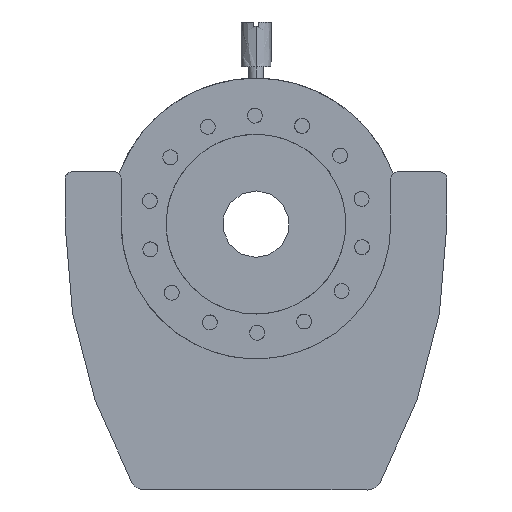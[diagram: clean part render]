
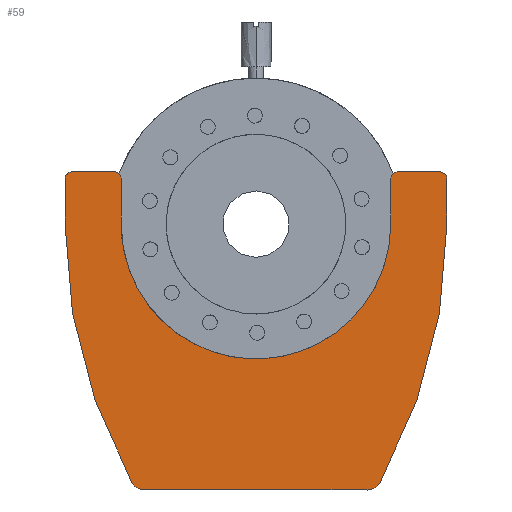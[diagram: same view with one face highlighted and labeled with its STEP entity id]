
A CAD part, left-side view. The second image highlights one B-rep face of the part: STEP entity #59.
In plain terms, the highlighted planar face has unit normal (-1, 0, 0).
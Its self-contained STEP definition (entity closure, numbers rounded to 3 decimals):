
#59=ADVANCED_FACE('',(#406),#5968,.T.);
#406=FACE_OUTER_BOUND('',#753,.T.);
#753=EDGE_LOOP('',(#1170,#1171,#1172,#1173,#1174,#1175,#1176,#1177,#1178,
#1179,#1180,#1181,#1182,#1183,#1184,#1185));
#1170=ORIENTED_EDGE('',*,*,#3125,.F.);
#1171=ORIENTED_EDGE('',*,*,#3115,.T.);
#1172=ORIENTED_EDGE('',*,*,#3155,.T.);
#1173=ORIENTED_EDGE('',*,*,#3132,.T.);
#1174=ORIENTED_EDGE('',*,*,#3173,.T.);
#1175=ORIENTED_EDGE('',*,*,#3163,.T.);
#1176=ORIENTED_EDGE('',*,*,#3133,.T.);
#1177=ORIENTED_EDGE('',*,*,#3168,.T.);
#1178=ORIENTED_EDGE('',*,*,#3172,.T.);
#1179=ORIENTED_EDGE('',*,*,#3134,.T.);
#1180=ORIENTED_EDGE('',*,*,#3152,.T.);
#1181=ORIENTED_EDGE('',*,*,#3135,.T.);
#1182=ORIENTED_EDGE('',*,*,#3144,.T.);
#1183=ORIENTED_EDGE('',*,*,#3136,.T.);
#1184=ORIENTED_EDGE('',*,*,#3201,.T.);
#1185=ORIENTED_EDGE('',*,*,#3129,.F.);
#3115=EDGE_CURVE('',#5215,#5214,#4635,.T.);
#3125=EDGE_CURVE('',#5215,#5230,#4152,.T.);
#3129=EDGE_CURVE('',#5230,#5232,#4646,.T.);
#3132=EDGE_CURVE('',#5234,#5235,#4649,.T.);
#3133=EDGE_CURVE('',#5237,#5238,#4650,.T.);
#3134=EDGE_CURVE('',#5240,#5241,#4651,.T.);
#3135=EDGE_CURVE('',#5242,#5243,#4652,.T.);
#3136=EDGE_CURVE('',#5244,#5245,#4653,.T.);
#3144=EDGE_CURVE('',#5243,#5244,#4157,.T.);
#3152=EDGE_CURVE('',#5241,#5242,#4161,.T.);
#3155=EDGE_CURVE('',#5214,#5234,#4163,.T.);
#3163=EDGE_CURVE('',#5236,#5237,#4165,.T.);
#3168=EDGE_CURVE('',#5238,#5239,#4167,.T.);
#3172=EDGE_CURVE('',#5239,#5240,#4169,.T.);
#3173=EDGE_CURVE('',#5235,#5236,#4170,.T.);
#3201=EDGE_CURVE('',#5245,#5232,#4190,.T.);
#4152=(
BOUNDED_CURVE()
B_SPLINE_CURVE(2,(#10312,#10313,#10314),.UNSPECIFIED.,.F.,.F.)
B_SPLINE_CURVE_WITH_KNOTS((3,3),(0.,0.785),.UNSPECIFIED.)
CURVE()
GEOMETRIC_REPRESENTATION_ITEM()
RATIONAL_B_SPLINE_CURVE((1.,0.707,1.))
REPRESENTATION_ITEM('')
);
#4157=(
BOUNDED_CURVE()
B_SPLINE_CURVE(2,(#10355,#10356,#10357),.UNSPECIFIED.,.F.,.F.)
B_SPLINE_CURVE_WITH_KNOTS((3,3),(-0.785,0.),.UNSPECIFIED.)
CURVE()
GEOMETRIC_REPRESENTATION_ITEM()
RATIONAL_B_SPLINE_CURVE((1.,0.707,1.))
REPRESENTATION_ITEM('')
);
#4161=(
BOUNDED_CURVE()
B_SPLINE_CURVE(2,(#10375,#10376,#10377),.UNSPECIFIED.,.F.,.F.)
B_SPLINE_CURVE_WITH_KNOTS((3,3),(-0.785,0.),.UNSPECIFIED.)
CURVE()
GEOMETRIC_REPRESENTATION_ITEM()
RATIONAL_B_SPLINE_CURVE((1.,0.707,1.))
REPRESENTATION_ITEM('')
);
#4163=(
BOUNDED_CURVE()
B_SPLINE_CURVE(2,(#10383,#10384,#10385),.UNSPECIFIED.,.F.,.F.)
B_SPLINE_CURVE_WITH_KNOTS((3,3),(-0.785,0.),.UNSPECIFIED.)
CURVE()
GEOMETRIC_REPRESENTATION_ITEM()
RATIONAL_B_SPLINE_CURVE((1.,0.707,1.))
REPRESENTATION_ITEM('')
);
#4165=(
BOUNDED_CURVE()
B_SPLINE_CURVE(2,(#10401,#10402,#10403),.UNSPECIFIED.,.F.,.F.)
B_SPLINE_CURVE_WITH_KNOTS((3,3),(-1.064,0.),.UNSPECIFIED.)
CURVE()
GEOMETRIC_REPRESENTATION_ITEM()
RATIONAL_B_SPLINE_CURVE((1.,0.862,1.))
REPRESENTATION_ITEM('')
);
#4167=(
BOUNDED_CURVE()
B_SPLINE_CURVE(2,(#10413,#10414,#10415),.UNSPECIFIED.,.F.,.F.)
B_SPLINE_CURVE_WITH_KNOTS((3,3),(-1.064,0.),.UNSPECIFIED.)
CURVE()
GEOMETRIC_REPRESENTATION_ITEM()
RATIONAL_B_SPLINE_CURVE((1.,0.862,1.))
REPRESENTATION_ITEM('')
);
#4169=(
BOUNDED_CURVE()
B_SPLINE_CURVE(2,(#10423,#10424,#10425),.UNSPECIFIED.,.F.,.F.)
B_SPLINE_CURVE_WITH_KNOTS((3,3),(0.,17.994),.UNSPECIFIED.)
CURVE()
GEOMETRIC_REPRESENTATION_ITEM()
RATIONAL_B_SPLINE_CURVE((1.,0.968,1.))
REPRESENTATION_ITEM('')
);
#4170=(
BOUNDED_CURVE()
B_SPLINE_CURVE(2,(#10426,#10427,#10428),.UNSPECIFIED.,.F.,.F.)
B_SPLINE_CURVE_WITH_KNOTS((3,3),(0.,17.994),.UNSPECIFIED.)
CURVE()
GEOMETRIC_REPRESENTATION_ITEM()
RATIONAL_B_SPLINE_CURVE((1.,0.968,1.))
REPRESENTATION_ITEM('')
);
#4190=(
BOUNDED_CURVE()
B_SPLINE_CURVE(2,(#10520,#10521,#10522,#10523,#10524),.UNSPECIFIED.,.F.,
 .F.)
B_SPLINE_CURVE_WITH_KNOTS((3,2,3),(0.,14.137,28.274),
 .UNSPECIFIED.)
CURVE()
GEOMETRIC_REPRESENTATION_ITEM()
RATIONAL_B_SPLINE_CURVE((1.,0.707,1.,0.707,1.))
REPRESENTATION_ITEM('')
);
#4635=B_SPLINE_CURVE_WITH_KNOTS('',1,(#10292,#10293),.UNSPECIFIED.,.F.,
 .F.,(2,2),(0.,2.75),.UNSPECIFIED.);
#4646=B_SPLINE_CURVE_WITH_KNOTS('',1,(#10323,#10324),.UNSPECIFIED.,.F.,
 .F.,(2,2),(-3.,0.),.UNSPECIFIED.);
#4649=B_SPLINE_CURVE_WITH_KNOTS('',1,(#10329,#10330),.UNSPECIFIED.,.F.,
 .F.,(2,2),(0.,3.),.UNSPECIFIED.);
#4650=B_SPLINE_CURVE_WITH_KNOTS('',1,(#10331,#10332),.UNSPECIFIED.,.F.,
 .F.,(2,2),(0.,14.833),.UNSPECIFIED.);
#4651=B_SPLINE_CURVE_WITH_KNOTS('',1,(#10333,#10334),.UNSPECIFIED.,.F.,
 .F.,(2,2),(0.,3.),.UNSPECIFIED.);
#4652=B_SPLINE_CURVE_WITH_KNOTS('',1,(#10335,#10336),.UNSPECIFIED.,.F.,
 .F.,(2,2),(0.,2.75),.UNSPECIFIED.);
#4653=B_SPLINE_CURVE_WITH_KNOTS('',1,(#10337,#10338),.UNSPECIFIED.,.F.,
 .F.,(2,2),(0.,3.),.UNSPECIFIED.);
#5214=VERTEX_POINT('',#9664);
#5215=VERTEX_POINT('',#9665);
#5230=VERTEX_POINT('',#9680);
#5232=VERTEX_POINT('',#9682);
#5234=VERTEX_POINT('',#9684);
#5235=VERTEX_POINT('',#9685);
#5236=VERTEX_POINT('',#9686);
#5237=VERTEX_POINT('',#9687);
#5238=VERTEX_POINT('',#9688);
#5239=VERTEX_POINT('',#9689);
#5240=VERTEX_POINT('',#9690);
#5241=VERTEX_POINT('',#9691);
#5242=VERTEX_POINT('',#9692);
#5243=VERTEX_POINT('',#9693);
#5244=VERTEX_POINT('',#9694);
#5245=VERTEX_POINT('',#9695);
#5968=PLANE('',#6173);
#6173=AXIS2_PLACEMENT_3D('',#6603,#6361,$);
#6361=DIRECTION('',(-1.,0.,0.));
#6603=CARTESIAN_POINT('',(3.625,25.176,-17.493));
#9664=CARTESIAN_POINT('',(3.625,21.999,6.005));
#9665=CARTESIAN_POINT('',(3.625,19.249,6.005));
#9680=CARTESIAN_POINT('',(3.625,18.75,5.505));
#9682=CARTESIAN_POINT('',(3.625,18.75,2.505));
#9684=CARTESIAN_POINT('',(3.625,22.5,5.505));
#9685=CARTESIAN_POINT('',(3.625,22.5,2.505));
#9686=CARTESIAN_POINT('',(3.625,18.044,-14.73));
#9687=CARTESIAN_POINT('',(3.625,17.17,-15.246));
#9688=CARTESIAN_POINT('',(3.625,2.336,-15.248));
#9689=CARTESIAN_POINT('',(3.625,1.462,-14.733));
#9690=CARTESIAN_POINT('',(3.625,-3.,2.501));
#9691=CARTESIAN_POINT('',(3.625,-3.,5.501));
#9692=CARTESIAN_POINT('',(3.625,-2.501,6.001));
#9693=CARTESIAN_POINT('',(3.625,0.249,6.002));
#9694=CARTESIAN_POINT('',(3.625,0.75,5.502));
#9695=CARTESIAN_POINT('',(3.625,0.75,2.502));
#10292=CARTESIAN_POINT('',(3.625,19.249,6.005));
#10293=CARTESIAN_POINT('',(3.625,21.999,6.005));
#10312=CARTESIAN_POINT('',(3.625,19.249,6.005));
#10313=CARTESIAN_POINT('',(3.625,18.749,6.005));
#10314=CARTESIAN_POINT('',(3.625,18.75,5.505));
#10323=CARTESIAN_POINT('',(3.625,18.75,5.505));
#10324=CARTESIAN_POINT('',(3.625,18.75,2.505));
#10329=CARTESIAN_POINT('',(3.625,22.5,5.505));
#10330=CARTESIAN_POINT('',(3.625,22.5,2.505));
#10331=CARTESIAN_POINT('',(3.625,17.17,-15.246));
#10332=CARTESIAN_POINT('',(3.625,2.336,-15.248));
#10333=CARTESIAN_POINT('',(3.625,-3.,2.501));
#10334=CARTESIAN_POINT('',(3.625,-3.,5.501));
#10335=CARTESIAN_POINT('',(3.625,-2.501,6.001));
#10336=CARTESIAN_POINT('',(3.625,0.249,6.002));
#10337=CARTESIAN_POINT('',(3.625,0.75,5.502));
#10338=CARTESIAN_POINT('',(3.625,0.75,2.502));
#10355=CARTESIAN_POINT('',(3.625,0.249,6.002));
#10356=CARTESIAN_POINT('',(3.625,0.749,6.002));
#10357=CARTESIAN_POINT('',(3.625,0.75,5.502));
#10375=CARTESIAN_POINT('',(3.625,-3.,5.501));
#10376=CARTESIAN_POINT('',(3.625,-3.001,6.001));
#10377=CARTESIAN_POINT('',(3.625,-2.501,6.001));
#10383=CARTESIAN_POINT('',(3.625,21.999,6.005));
#10384=CARTESIAN_POINT('',(3.625,22.499,6.005));
#10385=CARTESIAN_POINT('',(3.625,22.5,5.505));
#10401=CARTESIAN_POINT('',(3.625,18.044,-14.73));
#10402=CARTESIAN_POINT('',(3.625,17.758,-15.246));
#10403=CARTESIAN_POINT('',(3.625,17.17,-15.246));
#10413=CARTESIAN_POINT('',(3.625,2.336,-15.248));
#10414=CARTESIAN_POINT('',(3.625,1.747,-15.248));
#10415=CARTESIAN_POINT('',(3.625,1.462,-14.733));
#10423=CARTESIAN_POINT('',(3.625,1.462,-14.733));
#10424=CARTESIAN_POINT('',(3.625,-2.999,-6.693));
#10425=CARTESIAN_POINT('',(3.625,-3.,2.501));
#10426=CARTESIAN_POINT('',(3.625,22.5,2.505));
#10427=CARTESIAN_POINT('',(3.625,22.501,-6.689));
#10428=CARTESIAN_POINT('',(3.625,18.044,-14.73));
#10520=CARTESIAN_POINT('',(3.625,0.75,2.502));
#10521=CARTESIAN_POINT('',(3.625,0.751,-6.498));
#10522=CARTESIAN_POINT('',(3.625,9.751,-6.497));
#10523=CARTESIAN_POINT('',(3.625,18.751,-6.495));
#10524=CARTESIAN_POINT('',(3.625,18.75,2.505));
